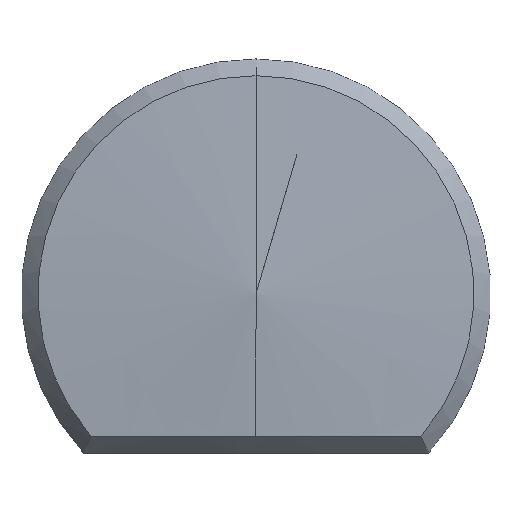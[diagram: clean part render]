
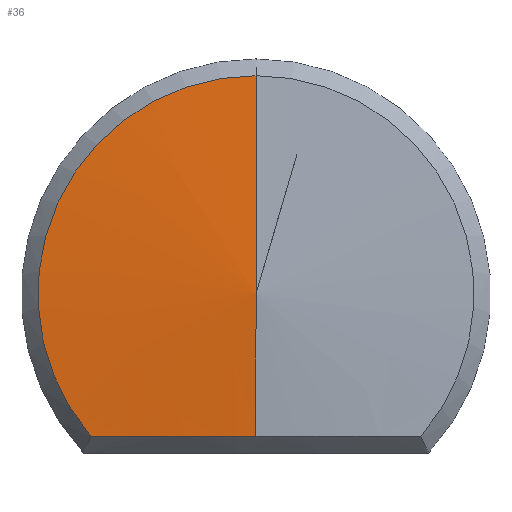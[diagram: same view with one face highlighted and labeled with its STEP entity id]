
A CAD part, left-side view. The second image highlights one B-rep face of the part: STEP entity #36.
In plain terms, the highlighted conical face has half-angle 85.914 degrees and reference radius 7.14 mm.
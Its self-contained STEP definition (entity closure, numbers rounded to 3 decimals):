
#36=ADVANCED_FACE('',(#73),#74,.T.);
#73=FACE_OUTER_BOUND('',#108,.T.);
#74=CONICAL_SURFACE('',#109,7.14,1.499);
#108=EDGE_LOOP('',(#310,#311,#312,#313));
#109=AXIS2_PLACEMENT_3D('',#314,#315,#316);
#310=ORIENTED_EDGE('',*,*,#381,.T.);
#311=ORIENTED_EDGE('',*,*,#382,.T.);
#312=ORIENTED_EDGE('',*,*,#383,.F.);
#313=ORIENTED_EDGE('',*,*,#384,.F.);
#314=CARTESIAN_POINT('',(-2.49,0.0,0.));
#315=DIRECTION('',(1.0,-0.0,0.));
#316=DIRECTION('',(0.,0.0,1.0));
#381=EDGE_CURVE('',#416,#417,#418,.T.);
#382=EDGE_CURVE('',#417,#419,#420,.T.);
#383=EDGE_CURVE('',#421,#419,#422,.T.);
#384=EDGE_CURVE('',#416,#421,#423,.T.);
#416=VERTEX_POINT('',#464);
#417=VERTEX_POINT('',#465);
#418=LINE('',#466,#467);
#419=VERTEX_POINT('',#468);
#420=LINE('',#469,#470);
#421=VERTEX_POINT('',#471);
#422=CIRCLE('',#472,13.003);
#423=B_SPLINE_CURVE_WITH_KNOTS('',3,(#473,#474,#475,#476,#477,#478,#479,#480,#481,#482,#483,#484,#485,#486,#487,#488,#489,#490,#491,#492,#493,#494,#495,#496,#497,#498,#499,#500,#501,#502,#503,#504,#505,#506,#507,#508,#509,#510,#511,#512,#513,#514,#515,#516,#517,#518,#519,#520,#521,#522,#523,#524,#525,#526,#527),.UNSPECIFIED.,.F.,.F.,(4,3,3,3,3,3,3,3,3,3,3,3,3,3,3,3,3,3,4),(0.0,0.29,0.339,1.886,3.071,3.902,4.156,5.175,7.027,8.794,9.699,10.648,11.623,12.449,12.823,14.239,16.033,16.084,16.371),.UNSPECIFIED.);
#464=CARTESIAN_POINT('',(-2.393,0.,-8.503));
#465=CARTESIAN_POINT('',(-3.,0.0,0.));
#466=CARTESIAN_POINT('',(-2.49,0.,-7.14));
#467=VECTOR('',#646,1.0);
#468=CARTESIAN_POINT('',(-2.071,0.,13.003));
#469=CARTESIAN_POINT('',(-2.49,0.,7.14));
#470=VECTOR('',#647,1.0);
#471=CARTESIAN_POINT('',(-2.071,9.839,-8.501));
#472=AXIS2_PLACEMENT_3D('',#648,#649,#650);
#473=CARTESIAN_POINT('',(-2.027,-10.643,-8.501));
#474=CARTESIAN_POINT('',(-2.032,-10.547,-8.501));
#475=CARTESIAN_POINT('',(-2.038,-10.445,-8.501));
#476=CARTESIAN_POINT('',(-2.044,-10.34,-8.501));
#477=CARTESIAN_POINT('',(-2.045,-10.322,-8.501));
#478=CARTESIAN_POINT('',(-2.046,-10.304,-8.501));
#479=CARTESIAN_POINT('',(-2.047,-10.286,-8.501));
#480=CARTESIAN_POINT('',(-2.078,-9.715,-8.501));
#481=CARTESIAN_POINT('',(-2.115,-9.025,-8.501));
#482=CARTESIAN_POINT('',(-2.152,-8.296,-8.501));
#483=CARTESIAN_POINT('',(-2.179,-7.737,-8.501));
#484=CARTESIAN_POINT('',(-2.207,-7.155,-8.502));
#485=CARTESIAN_POINT('',(-2.232,-6.584,-8.502));
#486=CARTESIAN_POINT('',(-2.249,-6.184,-8.502));
#487=CARTESIAN_POINT('',(-2.266,-5.79,-8.502));
#488=CARTESIAN_POINT('',(-2.28,-5.413,-8.502));
#489=CARTESIAN_POINT('',(-2.284,-5.298,-8.502));
#490=CARTESIAN_POINT('',(-2.289,-5.184,-8.502));
#491=CARTESIAN_POINT('',(-2.293,-5.07,-8.502));
#492=CARTESIAN_POINT('',(-2.31,-4.612,-8.502));
#493=CARTESIAN_POINT('',(-2.325,-4.153,-8.502));
#494=CARTESIAN_POINT('',(-2.338,-3.695,-8.502));
#495=CARTESIAN_POINT('',(-2.362,-2.861,-8.502));
#496=CARTESIAN_POINT('',(-2.378,-2.028,-8.502));
#497=CARTESIAN_POINT('',(-2.387,-1.193,-8.502));
#498=CARTESIAN_POINT('',(-2.395,-0.397,-8.503));
#499=CARTESIAN_POINT('',(-2.395,0.397,-8.503));
#500=CARTESIAN_POINT('',(-2.387,1.193,-8.502));
#501=CARTESIAN_POINT('',(-2.383,1.601,-8.502));
#502=CARTESIAN_POINT('',(-2.377,2.008,-8.502));
#503=CARTESIAN_POINT('',(-2.369,2.415,-8.502));
#504=CARTESIAN_POINT('',(-2.36,2.842,-8.502));
#505=CARTESIAN_POINT('',(-2.35,3.268,-8.502));
#506=CARTESIAN_POINT('',(-2.338,3.695,-8.502));
#507=CARTESIAN_POINT('',(-2.325,4.134,-8.502));
#508=CARTESIAN_POINT('',(-2.311,4.573,-8.502));
#509=CARTESIAN_POINT('',(-2.295,5.012,-8.502));
#510=CARTESIAN_POINT('',(-2.282,5.384,-8.502));
#511=CARTESIAN_POINT('',(-2.267,5.752,-8.502));
#512=CARTESIAN_POINT('',(-2.252,6.108,-8.502));
#513=CARTESIAN_POINT('',(-2.246,6.268,-8.502));
#514=CARTESIAN_POINT('',(-2.239,6.427,-8.502));
#515=CARTESIAN_POINT('',(-2.232,6.584,-8.502));
#516=CARTESIAN_POINT('',(-2.206,7.179,-8.502));
#517=CARTESIAN_POINT('',(-2.179,7.748,-8.501));
#518=CARTESIAN_POINT('',(-2.152,8.295,-8.501));
#519=CARTESIAN_POINT('',(-2.117,8.989,-8.501));
#520=CARTESIAN_POINT('',(-2.082,9.649,-8.501));
#521=CARTESIAN_POINT('',(-2.047,10.286,-8.501));
#522=CARTESIAN_POINT('',(-2.046,10.304,-8.501));
#523=CARTESIAN_POINT('',(-2.045,10.322,-8.501));
#524=CARTESIAN_POINT('',(-2.044,10.34,-8.501));
#525=CARTESIAN_POINT('',(-2.038,10.441,-8.501));
#526=CARTESIAN_POINT('',(-2.033,10.543,-8.501));
#527=CARTESIAN_POINT('',(-2.027,10.643,-8.501));
#646=DIRECTION('',(-0.071,0.,0.997));
#647=DIRECTION('',(0.071,0.,0.997));
#648=CARTESIAN_POINT('',(-2.071,0.0,0.));
#649=DIRECTION('',(1.0,0.0,0.));
#650=DIRECTION('',(0.,0.0,1.0));
